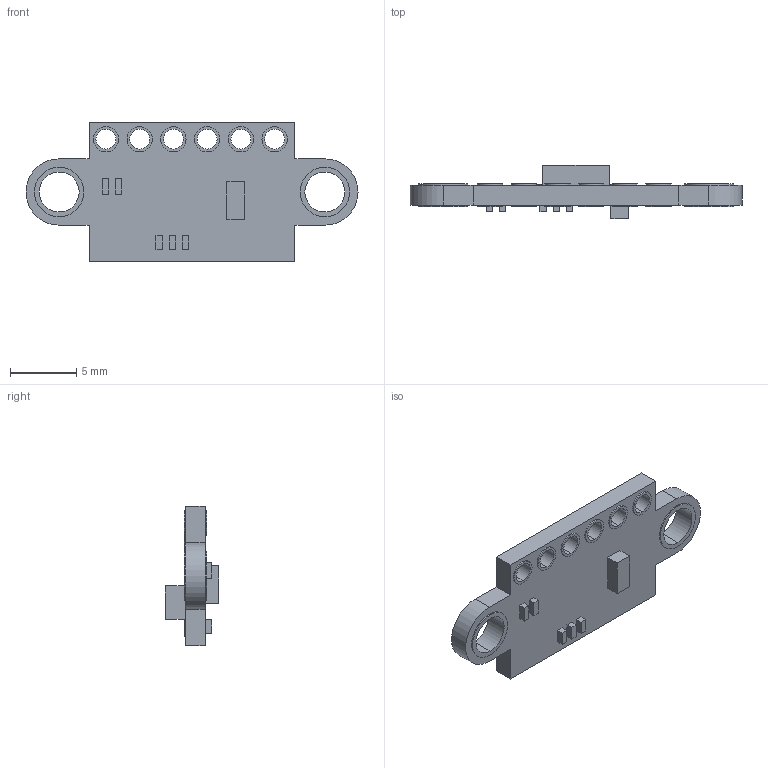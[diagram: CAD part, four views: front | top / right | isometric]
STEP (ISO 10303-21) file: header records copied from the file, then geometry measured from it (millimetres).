
FILE_DESCRIPTION (( 'STEP AP214' ), '1' );
FILE_NAME ('1245BC81-C8BF-42F7-B160-ECF9A4477DA0.STEP', '2024-09-06T15:49:45', ( '' ), ( '' ), 'SwSTEP 2.0', 'SolidWorks 2022', '' );
FILE_SCHEMA (( 'AUTOMOTIVE_DESIGN' ));
Length unit declared in the file: millimetre
Products named in the file (1): 1245BC81-C8BF-42F7-B160-ECF9A4477DA0
Bounding box: 25 x 4 x 10.5 mm (x, y, z)
Volume: 297.6 mm3; surface area: 608.1 mm2
Topology: 1 solids, 1 shells, 496 faces, 1290 edges, 860 vertices
Faces by surface type: plane 310, bspline 136, cylinder 50
Entity records: 23454 total; most frequent: CARTESIAN_POINT 11087, ORIENTED_EDGE 2580, DIRECTION 1840, EDGE_CURVE 1290, VECTOR 918, LINE 918, VERTEX_POINT 860, EDGE_LOOP 576
